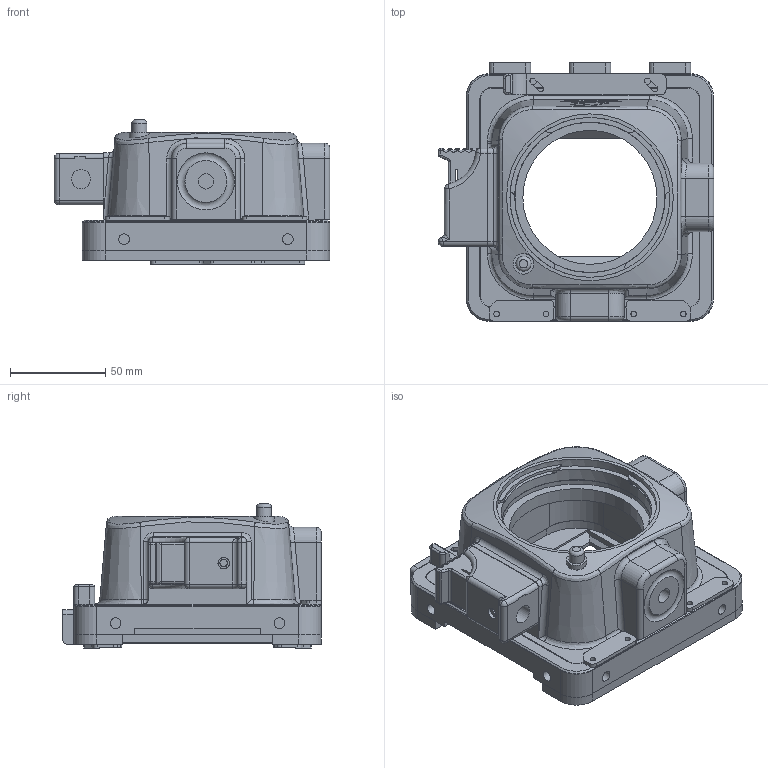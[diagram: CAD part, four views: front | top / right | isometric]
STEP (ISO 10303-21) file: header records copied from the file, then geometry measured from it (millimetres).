
FILE_DESCRIPTION(/* description */ (''),/* implementation_level */ '2;1');
FILE_NAME(/* name */ 'Super67_CAD v4.step',/* time_stamp */ '2020-06-25T19:15:10+02:00',/* author */ (''),/* organization */ (''),/* preprocessor_version */ 'ST-DEVELOPER v18.1',/* originating_system */ 'Autodesk Translation Framework v9.3.0.1241',/* authorisation */ '');
FILE_SCHEMA (('AUTOMOTIVE_DESIGN { 1 0 10303 214 3 1 1 }'));
Products named in the file (16): Super67_CAD; Super67_flange; Super67_retainer; Component127; Super67_coldshoe; Super67_cone; Super67_body_latch; Super67_body_tab_L; Super67_trigger_button; Super67_trigger_holder; Super67_body_tab_R; Super67_body_graflok_latch_top; Super67_body_graflok_latch_bottom; Super67_body; Super67_body_graflok; Super67_button
Assembly tree (17 placements, depth 3):
  Super67_CAD
    Super67_flange
    Super67_retainer
      Component127
    Super67_coldshoe  x3
    Super67_cone
    Super67_body_latch
    Super67_body_tab_L
    Super67_trigger_button
    Super67_trigger_holder
    Super67_body_tab_R
    Super67_body_graflok_latch_top
    Super67_body_graflok_latch_bottom
    Super67_body
    Super67_body_graflok
    Super67_button
Bounding box: 144.61 x 135.8 x 75.75 mm (x, y, z)
Volume: 386976 mm3; surface area: 162962.5 mm2
Topology: 16 solids, 16 shells, 1501 faces, 3647 edges, 2267 vertices
Faces by surface type: plane 563, cylinder 547, bspline 312, torus 32, sphere 31, cone 16
Full cylindrical faces by diameter (mm): 3 x9, 3.085 x1, 3.2 x4, 3.3 x5, 4 x29, 5 x2, 5.2 x1, 5.6 x6, 6 x10, 6.15 x1, 6.2 x5, 7.9 x1, 8 x3, 10 x2, 10.77 x1, 12.2 x1, 70.398 x1, 79 x2, 84 x1, 88 x1, 88.1 x1
Entity records: 49780 total; most frequent: CARTESIAN_POINT 16823, ORIENTED_EDGE 6944, DIRECTION 6371, EDGE_CURVE 3472, AXIS2_PLACEMENT_3D 2281, VERTEX_POINT 2152, LINE 1809, VECTOR 1809
